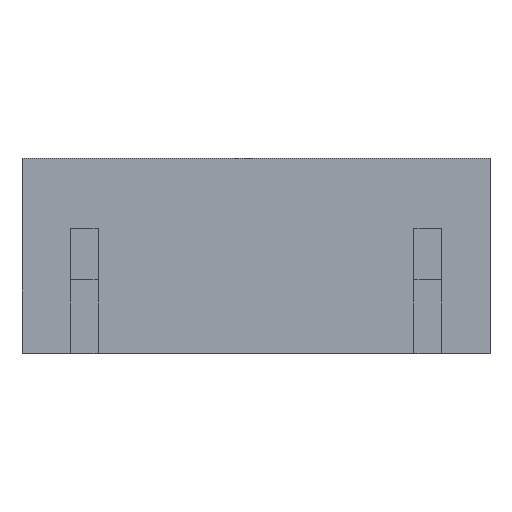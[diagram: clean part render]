
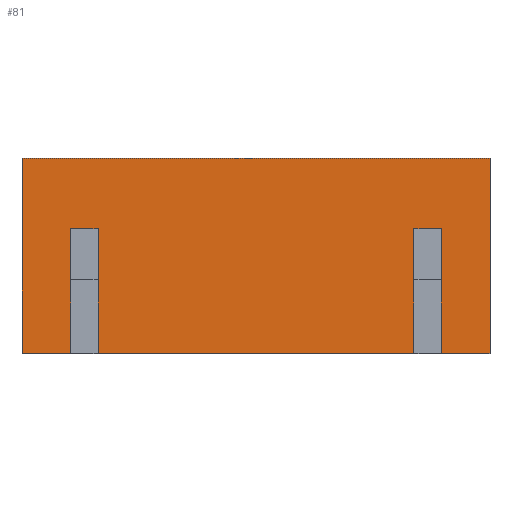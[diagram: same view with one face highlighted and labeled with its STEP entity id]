
A CAD part, top view. The second image highlights one B-rep face of the part: STEP entity #81.
In plain terms, the highlighted planar face has unit normal (0, 0, 1).
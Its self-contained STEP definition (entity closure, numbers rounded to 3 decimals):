
#4 = CARTESIAN_POINT ( 'NONE',  ( -4.05, 0., 0. ) ) ;
#81 = ADVANCED_FACE ( 'NONE', ( #3025 ), #2349, .F. ) ;
#91 = EDGE_CURVE ( 'NONE', #742, #440, #1382, .T. ) ;
#92 = CARTESIAN_POINT ( 'NONE',  ( 6., 0., 0. ) ) ;
#97 = CARTESIAN_POINT ( 'NONE',  ( 6., 0., 0. ) ) ;
#107 = DIRECTION ( 'NONE',  ( 0., 0., -1. ) ) ;
#118 = DIRECTION ( 'NONE',  ( -1., 0., 0. ) ) ;
#136 = DIRECTION ( 'NONE',  ( -1., 0., 0. ) ) ;
#195 = CARTESIAN_POINT ( 'NONE',  ( 6., 0., 0. ) ) ;
#240 = CARTESIAN_POINT ( 'NONE',  ( -6., 5., 0. ) ) ;
#248 = VERTEX_POINT ( 'NONE', #2518 ) ;
#257 = LINE ( 'NONE', #2182, #2282 ) ;
#321 = DIRECTION ( 'NONE',  ( 1., 0., 0. ) ) ;
#357 = LINE ( 'NONE', #1347, #2482 ) ;
#407 = VECTOR ( 'NONE', #2266, 1000. ) ;
#420 = VERTEX_POINT ( 'NONE', #2087 ) ;
#426 = CARTESIAN_POINT ( 'NONE',  ( 6., 0., 0. ) ) ;
#433 = DIRECTION ( 'NONE',  ( 0., -1., 0. ) ) ;
#440 = VERTEX_POINT ( 'NONE', #1853 ) ;
#490 = CARTESIAN_POINT ( 'NONE',  ( 4.05, 3.2, 0. ) ) ;
#558 = LINE ( 'NONE', #1544, #3015 ) ;
#581 = CARTESIAN_POINT ( 'NONE',  ( -4.75, 0., 0. ) ) ;
#615 = DIRECTION ( 'NONE',  ( -1., 0., 0. ) ) ;
#629 = VECTOR ( 'NONE', #1873, 1000. ) ;
#662 = VECTOR ( 'NONE', #2172, 1000. ) ;
#677 = CARTESIAN_POINT ( 'NONE',  ( 4.05, 0., 0. ) ) ;
#686 = EDGE_CURVE ( 'NONE', #420, #2394, #2624, .T. ) ;
#699 = LINE ( 'NONE', #1633, #1075 ) ;
#742 = VERTEX_POINT ( 'NONE', #2072 ) ;
#820 = VECTOR ( 'NONE', #433, 1000. ) ;
#835 = VECTOR ( 'NONE', #2871, 1000. ) ;
#896 = CARTESIAN_POINT ( 'NONE',  ( 6., 5., 0. ) ) ;
#1000 = LINE ( 'NONE', #1271, #407 ) ;
#1035 = EDGE_CURVE ( 'NONE', #3193, #1480, #558, .T. ) ;
#1054 = EDGE_CURVE ( 'NONE', #1480, #742, #1581, .T. ) ;
#1075 = VECTOR ( 'NONE', #1684, 1000. ) ;
#1105 = ORIENTED_EDGE ( 'NONE', *, *, #686, .T. ) ;
#1108 = ORIENTED_EDGE ( 'NONE', *, *, #91, .F. ) ;
#1112 = CARTESIAN_POINT ( 'NONE',  ( 6., 3.2, 0. ) ) ;
#1127 = EDGE_CURVE ( 'NONE', #2532, #2152, #1415, .T. ) ;
#1129 = ORIENTED_EDGE ( 'NONE', *, *, #1127, .F. ) ;
#1153 = EDGE_CURVE ( 'NONE', #2254, #2532, #699, .T. ) ;
#1156 = ORIENTED_EDGE ( 'NONE', *, *, #1153, .F. ) ;
#1217 = EDGE_CURVE ( 'NONE', #440, #1867, #1000, .T. ) ;
#1267 = EDGE_CURVE ( 'NONE', #420, #248, #1474, .T. ) ;
#1271 = CARTESIAN_POINT ( 'NONE',  ( 4.75, 0., 0. ) ) ;
#1292 = VECTOR ( 'NONE', #2972, 1000. ) ;
#1347 = CARTESIAN_POINT ( 'NONE',  ( 6., 3.2, 0. ) ) ;
#1352 = VECTOR ( 'NONE', #615, 1000. ) ;
#1382 = LINE ( 'NONE', #426, #629 ) ;
#1415 = LINE ( 'NONE', #195, #662 ) ;
#1434 = EDGE_CURVE ( 'NONE', #248, #2254, #2833, .T. ) ;
#1474 = LINE ( 'NONE', #4, #1292 ) ;
#1480 = VERTEX_POINT ( 'NONE', #896 ) ;
#1487 = EDGE_LOOP ( 'NONE', ( #1491, #2973, #1105, #2439, #2360, #1678, #1108, #2564, #2136, #2557, #1129, #1156 ) ) ;
#1491 = ORIENTED_EDGE ( 'NONE', *, *, #1434, .F. ) ;
#1544 = CARTESIAN_POINT ( 'NONE',  ( 6., 5., 0. ) ) ;
#1581 = LINE ( 'NONE', #92, #2907 ) ;
#1633 = CARTESIAN_POINT ( 'NONE',  ( -4.75, 0., 0. ) ) ;
#1678 = ORIENTED_EDGE ( 'NONE', *, *, #1217, .F. ) ;
#1684 = DIRECTION ( 'NONE',  ( 0., -1., 0. ) ) ;
#1711 = AXIS2_PLACEMENT_3D ( 'NONE', #1806, #107, #136 ) ;
#1729 = CARTESIAN_POINT ( 'NONE',  ( -6., 0., 0. ) ) ;
#1806 = CARTESIAN_POINT ( 'NONE',  ( 6., 0., 0. ) ) ;
#1842 = EDGE_CURVE ( 'NONE', #2609, #2394, #2862, .T. ) ;
#1853 = CARTESIAN_POINT ( 'NONE',  ( 4.75, 0., 0. ) ) ;
#1867 = VERTEX_POINT ( 'NONE', #2913 ) ;
#1871 = DIRECTION ( 'NONE',  ( 0., -1., 0. ) ) ;
#1873 = DIRECTION ( 'NONE',  ( -1., 0., 0. ) ) ;
#1887 = EDGE_CURVE ( 'NONE', #2152, #3193, #257, .T. ) ;
#2072 = CARTESIAN_POINT ( 'NONE',  ( 6., 0., 0. ) ) ;
#2087 = CARTESIAN_POINT ( 'NONE',  ( -4.05, 0., 0. ) ) ;
#2136 = ORIENTED_EDGE ( 'NONE', *, *, #1035, .F. ) ;
#2152 = VERTEX_POINT ( 'NONE', #1729 ) ;
#2172 = DIRECTION ( 'NONE',  ( -1., 0., 0. ) ) ;
#2182 = CARTESIAN_POINT ( 'NONE',  ( -6., 0., 0. ) ) ;
#2254 = VERTEX_POINT ( 'NONE', #3182 ) ;
#2266 = DIRECTION ( 'NONE',  ( 0., 1., 0. ) ) ;
#2282 = VECTOR ( 'NONE', #2511, 1000. ) ;
#2349 = PLANE ( 'NONE',  #1711 ) ;
#2360 = ORIENTED_EDGE ( 'NONE', *, *, #2859, .F. ) ;
#2394 = VERTEX_POINT ( 'NONE', #2992 ) ;
#2439 = ORIENTED_EDGE ( 'NONE', *, *, #1842, .F. ) ;
#2482 = VECTOR ( 'NONE', #118, 1000. ) ;
#2511 = DIRECTION ( 'NONE',  ( 0., 1., 0. ) ) ;
#2518 = CARTESIAN_POINT ( 'NONE',  ( -4.05, 3.2, 0. ) ) ;
#2532 = VERTEX_POINT ( 'NONE', #581 ) ;
#2557 = ORIENTED_EDGE ( 'NONE', *, *, #1887, .F. ) ;
#2564 = ORIENTED_EDGE ( 'NONE', *, *, #1054, .F. ) ;
#2609 = VERTEX_POINT ( 'NONE', #490 ) ;
#2624 = LINE ( 'NONE', #97, #835 ) ;
#2833 = LINE ( 'NONE', #1112, #1352 ) ;
#2859 = EDGE_CURVE ( 'NONE', #1867, #2609, #357, .T. ) ;
#2862 = LINE ( 'NONE', #677, #820 ) ;
#2871 = DIRECTION ( 'NONE',  ( 1., 0., 0. ) ) ;
#2907 = VECTOR ( 'NONE', #1871, 1000. ) ;
#2913 = CARTESIAN_POINT ( 'NONE',  ( 4.75, 3.2, 0. ) ) ;
#2972 = DIRECTION ( 'NONE',  ( 0., 1., 0. ) ) ;
#2973 = ORIENTED_EDGE ( 'NONE', *, *, #1267, .F. ) ;
#2992 = CARTESIAN_POINT ( 'NONE',  ( 4.05, 0., 0. ) ) ;
#3015 = VECTOR ( 'NONE', #321, 1000. ) ;
#3025 = FACE_OUTER_BOUND ( 'NONE', #1487, .T. ) ;
#3182 = CARTESIAN_POINT ( 'NONE',  ( -4.75, 3.2, 0. ) ) ;
#3193 = VERTEX_POINT ( 'NONE', #240 ) ;
